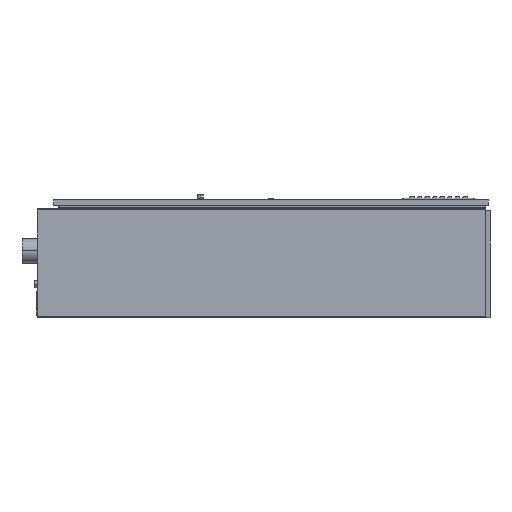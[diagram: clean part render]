
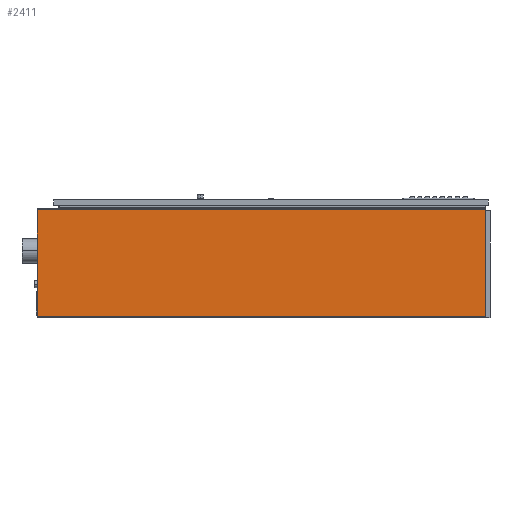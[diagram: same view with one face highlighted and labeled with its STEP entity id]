
A CAD part, left-side view. The second image highlights one B-rep face of the part: STEP entity #2411.
In plain terms, the highlighted planar face has unit normal (-1, 0, 0).
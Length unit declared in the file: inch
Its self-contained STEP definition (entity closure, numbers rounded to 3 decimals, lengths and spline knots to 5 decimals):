
#306=DIRECTION('',(0.,0.,1.));
#307=VECTOR('',#306,17.52);
#308=CARTESIAN_POINT('',(0.,73.88,0.24));
#309=LINE('',#308,#307);
#532=DIRECTION('',(0.,0.,-1.));
#533=VECTOR('',#532,17.52);
#534=CARTESIAN_POINT('',(0.,-0.12,17.76));
#535=LINE('',#534,#533);
#777=DIRECTION('',(0.,-1.,0.));
#778=VECTOR('',#777,74.);
#779=CARTESIAN_POINT('',(0.,73.88,0.24));
#780=LINE('',#779,#778);
#781=DIRECTION('',(0.,-1.,0.));
#782=VECTOR('',#781,74.);
#783=CARTESIAN_POINT('',(0.,73.88,17.76));
#784=LINE('',#783,#782);
#1167=CARTESIAN_POINT('',(0.,73.88,17.76));
#1169=VERTEX_POINT('',#1167);
#1172=CARTESIAN_POINT('',(0.,73.88,0.24));
#1174=VERTEX_POINT('',#1172);
#1189=CARTESIAN_POINT('',(0.,-0.12,17.76));
#1190=VERTEX_POINT('',#1189);
#1191=CARTESIAN_POINT('',(0.,-0.12,0.24));
#1192=VERTEX_POINT('',#1191);
#2399=CARTESIAN_POINT('',(0.,0.,0.));
#2400=DIRECTION('',(-1.,0.,0.));
#2401=DIRECTION('',(0.,0.,1.));
#2402=AXIS2_PLACEMENT_3D('',#2399,#2400,#2401);
#2403=PLANE('',#2402);
#2405=ORIENTED_EDGE('',*,*,#2404,.T.);
#2406=ORIENTED_EDGE('',*,*,#2099,.T.);
#2407=ORIENTED_EDGE('',*,*,#2391,.F.);
#2408=ORIENTED_EDGE('',*,*,#1858,.T.);
#2409=EDGE_LOOP('',(#2405,#2406,#2407,#2408));
#2410=FACE_OUTER_BOUND('',#2409,.F.);
#2411=ADVANCED_FACE('',(#2410),#2403,.T.);
#1858=EDGE_CURVE('',#1174,#1169,#309,.T.);
#2099=EDGE_CURVE('',#1190,#1192,#535,.T.);
#2391=EDGE_CURVE('',#1174,#1192,#780,.T.);
#2404=EDGE_CURVE('',#1169,#1190,#784,.T.);
